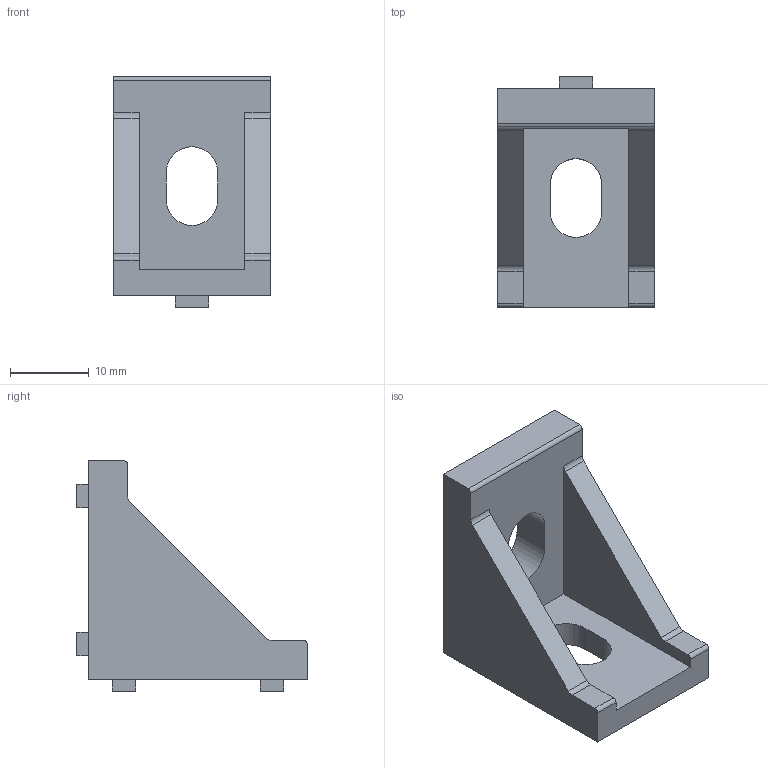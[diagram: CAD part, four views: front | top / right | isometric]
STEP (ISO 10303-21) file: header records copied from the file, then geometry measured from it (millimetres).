
FILE_DESCRIPTION (( 'STEP AP203' ), '1' );
FILE_NAME ('90degreebr.STEP', '2021-08-14T05:57:04', ( '' ), ( '' ), 'SwSTEP 2.0', 'SolidWorks 2017', '' );
FILE_SCHEMA (( 'CONFIG_CONTROL_DESIGN' ));
Length unit declared in the file: millimetre
Products named in the file (1): 90degreebr
Bounding box: 20 x 29.3 x 29.3 mm (x, y, z)
Volume: 5192.2 mm3; surface area: 3455.5 mm2
Topology: 1 solids, 1 shells, 50 faces, 132 edges, 88 vertices
Faces by surface type: plane 38, cylinder 12
Entity records: 1625 total; most frequent: CARTESIAN_POINT 271, ORIENTED_EDGE 264, DIRECTION 258, EDGE_CURVE 132, VECTOR 108, LINE 108, VERTEX_POINT 88, AXIS2_PLACEMENT_3D 75
